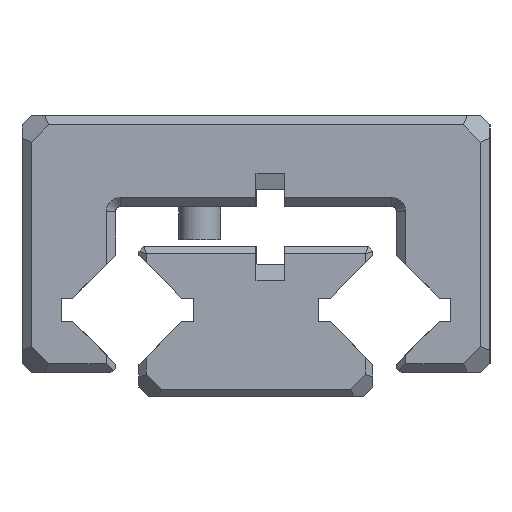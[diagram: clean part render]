
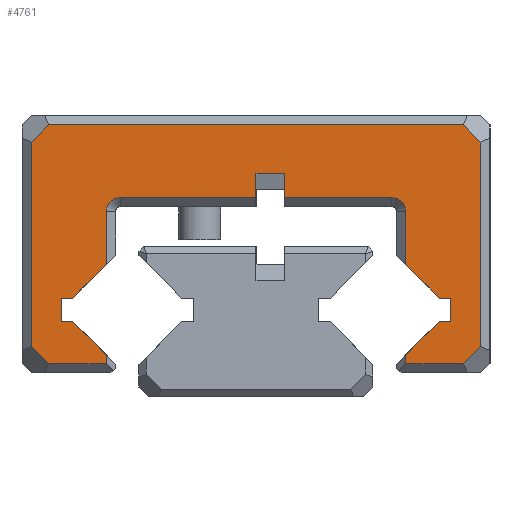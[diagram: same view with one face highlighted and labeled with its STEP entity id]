
A CAD part, left-side view. The second image highlights one B-rep face of the part: STEP entity #4761.
In plain terms, the highlighted planar face has unit normal (-1, 0, 0).
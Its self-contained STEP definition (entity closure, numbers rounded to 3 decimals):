
#4761=ADVANCED_FACE('',(#7001),#5986,.F.);
#5986=PLANE('',#28143);
#7001=FACE_OUTER_BOUND('',#8257,.T.);
#8257=EDGE_LOOP('',(#10125,#10126,#10127,#10128,#10129,#10130,#10131,#10132,
#10133,#10134,#10135,#10136,#10137,#10138,#10139,#10140,#10141,#10142,#10143,
#10144,#10145,#10146,#10147,#10148,#10149,#10150,#10151,#10152,#10153,#10154));
#9530=CIRCLE('',#28141,0.3);
#9531=CIRCLE('',#28142,0.3);
#10125=ORIENTED_EDGE('',*,*,#19232,.T.);
#10126=ORIENTED_EDGE('',*,*,#19233,.T.);
#10127=ORIENTED_EDGE('',*,*,#19234,.T.);
#10128=ORIENTED_EDGE('',*,*,#19235,.T.);
#10129=ORIENTED_EDGE('',*,*,#19236,.T.);
#10130=ORIENTED_EDGE('',*,*,#19237,.T.);
#10131=ORIENTED_EDGE('',*,*,#19238,.T.);
#10132=ORIENTED_EDGE('',*,*,#19239,.T.);
#10133=ORIENTED_EDGE('',*,*,#19240,.T.);
#10134=ORIENTED_EDGE('',*,*,#19241,.F.);
#10135=ORIENTED_EDGE('',*,*,#19242,.F.);
#10136=ORIENTED_EDGE('',*,*,#19243,.F.);
#10137=ORIENTED_EDGE('',*,*,#19244,.F.);
#10138=ORIENTED_EDGE('',*,*,#19245,.F.);
#10139=ORIENTED_EDGE('',*,*,#19246,.T.);
#10140=ORIENTED_EDGE('',*,*,#19247,.T.);
#10141=ORIENTED_EDGE('',*,*,#19248,.T.);
#10142=ORIENTED_EDGE('',*,*,#19249,.F.);
#10143=ORIENTED_EDGE('',*,*,#19250,.T.);
#10144=ORIENTED_EDGE('',*,*,#19251,.T.);
#10145=ORIENTED_EDGE('',*,*,#19252,.T.);
#10146=ORIENTED_EDGE('',*,*,#19253,.T.);
#10147=ORIENTED_EDGE('',*,*,#19254,.T.);
#10148=ORIENTED_EDGE('',*,*,#19255,.F.);
#10149=ORIENTED_EDGE('',*,*,#19256,.F.);
#10150=ORIENTED_EDGE('',*,*,#19257,.F.);
#10151=ORIENTED_EDGE('',*,*,#19258,.F.);
#10152=ORIENTED_EDGE('',*,*,#19259,.F.);
#10153=ORIENTED_EDGE('',*,*,#19260,.T.);
#10154=ORIENTED_EDGE('',*,*,#19261,.T.);
#16939=VERTEX_POINT('',#35992);
#16940=VERTEX_POINT('',#35993);
#16941=VERTEX_POINT('',#35995);
#16942=VERTEX_POINT('',#35997);
#16943=VERTEX_POINT('',#35999);
#16944=VERTEX_POINT('',#36001);
#16945=VERTEX_POINT('',#36003);
#16946=VERTEX_POINT('',#36005);
#16947=VERTEX_POINT('',#36007);
#16948=VERTEX_POINT('',#36009);
#16949=VERTEX_POINT('',#36011);
#16950=VERTEX_POINT('',#36013);
#16951=VERTEX_POINT('',#36015);
#16952=VERTEX_POINT('',#36017);
#16953=VERTEX_POINT('',#36019);
#16954=VERTEX_POINT('',#36021);
#16955=VERTEX_POINT('',#36023);
#16956=VERTEX_POINT('',#36025);
#16957=VERTEX_POINT('',#36027);
#16958=VERTEX_POINT('',#36029);
#16959=VERTEX_POINT('',#36031);
#16960=VERTEX_POINT('',#36033);
#16961=VERTEX_POINT('',#36035);
#16962=VERTEX_POINT('',#36037);
#16963=VERTEX_POINT('',#36039);
#16964=VERTEX_POINT('',#36041);
#16965=VERTEX_POINT('',#36043);
#16966=VERTEX_POINT('',#36045);
#16967=VERTEX_POINT('',#36047);
#16968=VERTEX_POINT('',#36049);
#19232=EDGE_CURVE('',#16939,#16940,#22483,.T.);
#19233=EDGE_CURVE('',#16940,#16941,#22484,.T.);
#19234=EDGE_CURVE('',#16941,#16942,#22485,.T.);
#19235=EDGE_CURVE('',#16942,#16943,#22486,.T.);
#19236=EDGE_CURVE('',#16943,#16944,#22487,.T.);
#19237=EDGE_CURVE('',#16944,#16945,#22488,.T.);
#19238=EDGE_CURVE('',#16945,#16946,#22489,.T.);
#19239=EDGE_CURVE('',#16946,#16947,#22490,.T.);
#19240=EDGE_CURVE('',#16947,#16948,#22491,.T.);
#19241=EDGE_CURVE('',#16949,#16948,#22492,.T.);
#19242=EDGE_CURVE('',#16950,#16949,#22493,.T.);
#19243=EDGE_CURVE('',#16951,#16950,#22494,.T.);
#19244=EDGE_CURVE('',#16952,#16951,#22495,.T.);
#19245=EDGE_CURVE('',#16953,#16952,#22496,.T.);
#19246=EDGE_CURVE('',#16953,#16954,#22497,.T.);
#19247=EDGE_CURVE('',#16954,#16955,#9530,.T.);
#19248=EDGE_CURVE('',#16955,#16956,#22498,.T.);
#19249=EDGE_CURVE('',#16957,#16956,#22499,.T.);
#19250=EDGE_CURVE('',#16957,#16958,#22500,.T.);
#19251=EDGE_CURVE('',#16958,#16959,#22501,.T.);
#19252=EDGE_CURVE('',#16959,#16960,#22502,.T.);
#19253=EDGE_CURVE('',#16960,#16961,#9531,.T.);
#19254=EDGE_CURVE('',#16961,#16962,#22503,.T.);
#19255=EDGE_CURVE('',#16963,#16962,#22504,.T.);
#19256=EDGE_CURVE('',#16964,#16963,#22505,.T.);
#19257=EDGE_CURVE('',#16965,#16964,#22506,.T.);
#19258=EDGE_CURVE('',#16966,#16965,#22507,.T.);
#19259=EDGE_CURVE('',#16967,#16966,#22508,.T.);
#19260=EDGE_CURVE('',#16967,#16968,#22509,.T.);
#19261=EDGE_CURVE('',#16968,#16939,#22510,.T.);
#22483=LINE('',#35991,#25471);
#22484=LINE('',#35994,#25472);
#22485=LINE('',#35996,#25473);
#22486=LINE('',#35998,#25474);
#22487=LINE('',#36000,#25475);
#22488=LINE('',#36002,#25476);
#22489=LINE('',#36004,#25477);
#22490=LINE('',#36006,#25478);
#22491=LINE('',#36008,#25479);
#22492=LINE('',#36010,#25480);
#22493=LINE('',#36012,#25481);
#22494=LINE('',#36014,#25482);
#22495=LINE('',#36016,#25483);
#22496=LINE('',#36018,#25484);
#22497=LINE('',#36020,#25485);
#22498=LINE('',#36024,#25486);
#22499=LINE('',#36026,#25487);
#22500=LINE('',#36028,#25488);
#22501=LINE('',#36030,#25489);
#22502=LINE('',#36032,#25490);
#22503=LINE('',#36036,#25491);
#22504=LINE('',#36038,#25492);
#22505=LINE('',#36040,#25493);
#22506=LINE('',#36042,#25494);
#22507=LINE('',#36044,#25495);
#22508=LINE('',#36046,#25496);
#22509=LINE('',#36048,#25497);
#22510=LINE('',#36050,#25498);
#25471=VECTOR('',#29647,1.);
#25472=VECTOR('',#29648,1.);
#25473=VECTOR('',#29649,1.);
#25474=VECTOR('',#29650,1.);
#25475=VECTOR('',#29651,1.);
#25476=VECTOR('',#29652,1.);
#25477=VECTOR('',#29653,1.);
#25478=VECTOR('',#29654,1.);
#25479=VECTOR('',#29655,1.);
#25480=VECTOR('',#29656,1.);
#25481=VECTOR('',#29657,1.);
#25482=VECTOR('',#29658,1.);
#25483=VECTOR('',#29659,1.);
#25484=VECTOR('',#29660,1.);
#25485=VECTOR('',#29661,1.);
#25486=VECTOR('',#29664,1.);
#25487=VECTOR('',#29665,1.);
#25488=VECTOR('',#29666,1.);
#25489=VECTOR('',#29667,1.);
#25490=VECTOR('',#29668,1.);
#25491=VECTOR('',#29671,1.);
#25492=VECTOR('',#29672,1.);
#25493=VECTOR('',#29673,1.);
#25494=VECTOR('',#29674,1.);
#25495=VECTOR('',#29675,1.);
#25496=VECTOR('',#29676,1.);
#25497=VECTOR('',#29677,1.);
#25498=VECTOR('',#29678,1.);
#28141=AXIS2_PLACEMENT_3D('',#36022,#29662,#29663);
#28142=AXIS2_PLACEMENT_3D('',#36034,#29669,#29670);
#28143=AXIS2_PLACEMENT_3D('',#36051,#29679,#29680);
#29647=DIRECTION('',(0.,-0.707,0.707));
#29648=DIRECTION('',(0.,0.,1.));
#29649=DIRECTION('',(0.,0.707,0.707));
#29650=DIRECTION('',(0.,1.,0.));
#29651=DIRECTION('',(0.,0.707,-0.707));
#29652=DIRECTION('',(0.,0.,-1.));
#29653=DIRECTION('',(0.,-0.707,-0.707));
#29654=DIRECTION('',(0.,-1.,0.));
#29655=DIRECTION('',(0.,0.,1.));
#29656=DIRECTION('',(0.,-0.707,-0.707));
#29657=DIRECTION('',(0.,-1.,0.));
#29658=DIRECTION('',(0.,0.,-1.));
#29659=DIRECTION('',(0.,1.,0.));
#29660=DIRECTION('',(0.,0.707,-0.707));
#29661=DIRECTION('',(0.,0.,1.));
#29662=DIRECTION('',(1.,0.,0.));
#29663=DIRECTION('',(0.,0.,-1.));
#29664=DIRECTION('',(0.,-1.,0.));
#29665=DIRECTION('',(0.,0.,-1.));
#29666=DIRECTION('',(0.,-1.,0.));
#29667=DIRECTION('',(0.,0.,-1.));
#29668=DIRECTION('',(0.,-1.,0.));
#29669=DIRECTION('',(1.,0.,0.));
#29670=DIRECTION('',(0.,0.,-1.));
#29671=DIRECTION('',(0.,0.,-1.));
#29672=DIRECTION('',(0.,0.707,0.707));
#29673=DIRECTION('',(0.,1.,0.));
#29674=DIRECTION('',(0.,0.,1.));
#29675=DIRECTION('',(0.,-1.,0.));
#29676=DIRECTION('',(0.,-0.707,0.707));
#29677=DIRECTION('',(0.,0.,-1.));
#29678=DIRECTION('',(0.,-1.,0.));
#29679=DIRECTION('',(1.,0.,0.));
#29680=DIRECTION('',(0.,0.,1.));
#35991=CARTESIAN_POINT('',(-20.,-4.717,0.983));
#35992=CARTESIAN_POINT('',(-20.,-4.434,0.7));
#35993=CARTESIAN_POINT('',(-20.,-4.8,1.066));
#35994=CARTESIAN_POINT('',(-20.,-4.8,0.));
#35995=CARTESIAN_POINT('',(-20.,-4.8,5.434));
#35996=CARTESIAN_POINT('',(-20.,-4.517,5.717));
#35997=CARTESIAN_POINT('',(-20.,-4.434,5.8));
#35998=CARTESIAN_POINT('',(-20.,0.,5.8));
#35999=CARTESIAN_POINT('',(-20.,4.434,5.8));
#36000=CARTESIAN_POINT('',(-20.,4.717,5.517));
#36001=CARTESIAN_POINT('',(-20.,4.8,5.434));
#36002=CARTESIAN_POINT('',(-20.,4.8,0.));
#36003=CARTESIAN_POINT('',(-20.,4.8,1.066));
#36004=CARTESIAN_POINT('',(-20.,4.517,0.783));
#36005=CARTESIAN_POINT('',(-20.,4.434,0.7));
#36006=CARTESIAN_POINT('',(-20.,0.,0.7));
#36007=CARTESIAN_POINT('',(-20.,3.2,0.7));
#36008=CARTESIAN_POINT('',(-20.,3.2,0.));
#36009=CARTESIAN_POINT('',(-20.,3.2,0.886));
#36010=CARTESIAN_POINT('',(-20.,3.914,1.6));
#36011=CARTESIAN_POINT('',(-20.,3.914,1.6));
#36012=CARTESIAN_POINT('',(-20.,4.164,1.6));
#36013=CARTESIAN_POINT('',(-20.,4.164,1.6));
#36014=CARTESIAN_POINT('',(-20.,4.164,1.85));
#36015=CARTESIAN_POINT('',(-20.,4.164,2.1));
#36016=CARTESIAN_POINT('',(-20.,3.914,2.1));
#36017=CARTESIAN_POINT('',(-20.,3.914,2.1));
#36018=CARTESIAN_POINT('',(-20.,3.,3.014));
#36019=CARTESIAN_POINT('',(-20.,3.2,2.814));
#36020=CARTESIAN_POINT('',(-20.,3.2,0.));
#36021=CARTESIAN_POINT('',(-20.,3.2,3.95));
#36022=CARTESIAN_POINT('',(-20.,2.9,3.95));
#36023=CARTESIAN_POINT('',(-20.,2.9,4.25));
#36024=CARTESIAN_POINT('',(-20.,0.,4.25));
#36025=CARTESIAN_POINT('',(-20.,0.,4.25));
#36026=CARTESIAN_POINT('',(-20.,0.,0.));
#36027=CARTESIAN_POINT('',(-20.,0.,4.765));
#36028=CARTESIAN_POINT('',(-20.,0.,4.765));
#36029=CARTESIAN_POINT('',(-20.,-0.6,4.765));
#36030=CARTESIAN_POINT('',(-20.,-0.6,0.));
#36031=CARTESIAN_POINT('',(-20.,-0.6,4.25));
#36032=CARTESIAN_POINT('',(-20.,0.,4.25));
#36033=CARTESIAN_POINT('',(-20.,-2.9,4.25));
#36034=CARTESIAN_POINT('',(-20.,-2.9,3.95));
#36035=CARTESIAN_POINT('',(-20.,-3.2,3.95));
#36036=CARTESIAN_POINT('',(-20.,-3.2,0.));
#36037=CARTESIAN_POINT('',(-20.,-3.2,2.814));
#36038=CARTESIAN_POINT('',(-20.,-3.914,2.1));
#36039=CARTESIAN_POINT('',(-20.,-3.914,2.1));
#36040=CARTESIAN_POINT('',(-20.,-4.164,2.1));
#36041=CARTESIAN_POINT('',(-20.,-4.164,2.1));
#36042=CARTESIAN_POINT('',(-20.,-4.164,1.85));
#36043=CARTESIAN_POINT('',(-20.,-4.164,1.6));
#36044=CARTESIAN_POINT('',(-20.,-3.914,1.6));
#36045=CARTESIAN_POINT('',(-20.,-3.914,1.6));
#36046=CARTESIAN_POINT('',(-20.,-3.,0.686));
#36047=CARTESIAN_POINT('',(-20.,-3.2,0.886));
#36048=CARTESIAN_POINT('',(-20.,-3.2,0.));
#36049=CARTESIAN_POINT('',(-20.,-3.2,0.7));
#36050=CARTESIAN_POINT('',(-20.,0.,0.7));
#36051=CARTESIAN_POINT('',(-20.,0.,0.));
